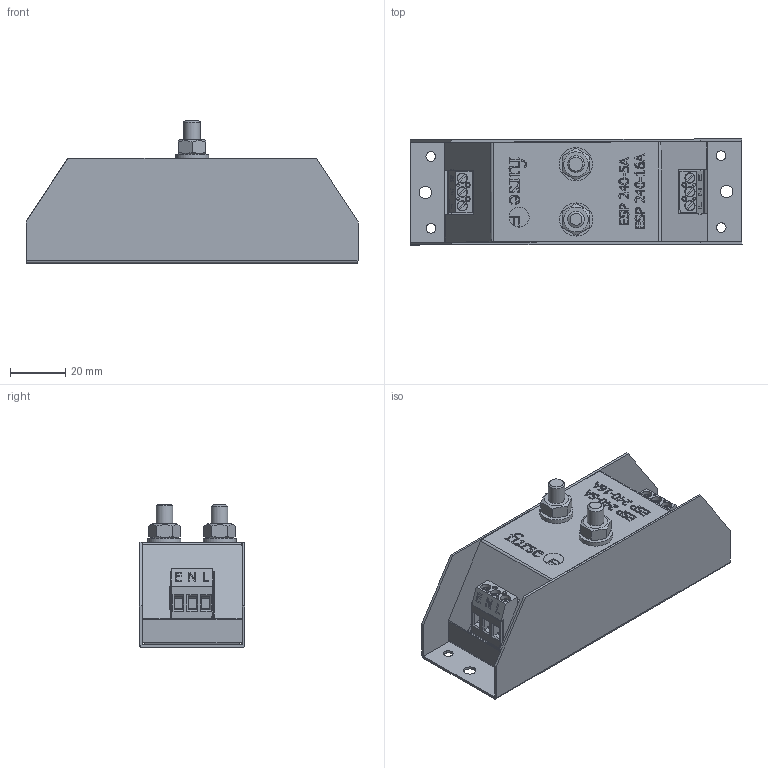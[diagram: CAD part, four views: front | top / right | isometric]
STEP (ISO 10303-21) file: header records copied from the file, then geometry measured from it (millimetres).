
FILE_DESCRIPTION(/* description */ ('ESP 240-xxA'),/* implementation_level */ '2;1');
FILE_NAME(/* name */ 'ESP 240-xxA.stp',/* time_stamp */ '2014-02-14T14:53:26+00:00',/* author */ ('N. Brown'),/* organization */ ('W.J.Furse'),/* preprocessor_version */ 'ST-DEVELOPER v15.2',/* originating_system */ 'Autodesk Inventor 2014',/* authorisation */ '');
FILE_SCHEMA (('AUTOMOTIVE_DESIGN { 1 0 10303 214 3 1 1 }'));
Length unit declared in the file: centimetre
Products named in the file (1): ESP 240-xxA
Bounding box: 120.11 x 38.34 x 51.7 mm (x, y, z)
Volume: 28849.3 mm3; surface area: 46480.9 mm2
Topology: 1 solids, 5 shells, 1010 faces, 2675 edges, 1766 vertices
Faces by surface type: plane 673, bspline 174, cylinder 119, cone 24, torus 20
Full cylindrical faces by diameter (mm): 0.9 x6, 0.991 x2, 1 x4, 1.2 x4, 1.948 x2, 2 x4, 2.5 x2, 3.5 x4, 3.7 x6, 4 x12, 4.191 x2, 4.5 x2, 6 x5, 6.4 x2, 6.5 x2, 7.12 x2, 8 x1, 11 x1, 12 x3
Entity records: 32641 total; most frequent: CARTESIAN_POINT 8048, ORIENTED_EDGE 5106, DIRECTION 4137, EDGE_CURVE 2553, LINE 1779, VECTOR 1779, VERTEX_POINT 1742, EDGE_LOOP 1237
